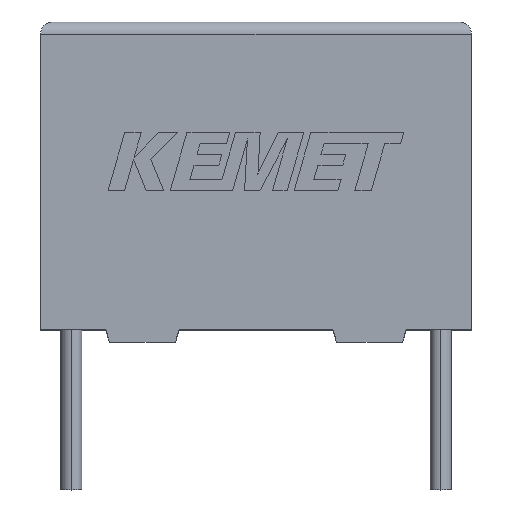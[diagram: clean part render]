
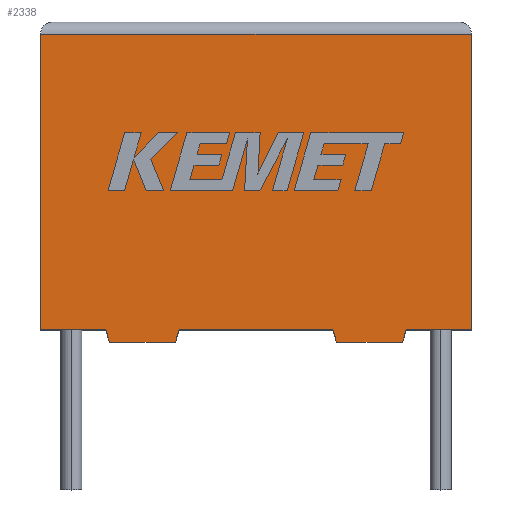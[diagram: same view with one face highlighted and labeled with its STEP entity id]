
A CAD part, top view. The second image highlights one B-rep face of the part: STEP entity #2338.
In plain terms, the highlighted planar face has unit normal (0, 0, 1).
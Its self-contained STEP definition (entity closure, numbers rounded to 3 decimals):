
#89 = LINE ( 'NONE', #3239, #1025 ) ;
#112 = VERTEX_POINT ( 'NONE', #1703 ) ;
#140 = VERTEX_POINT ( 'NONE', #1204 ) ;
#191 = DIRECTION ( 'NONE',  ( 0., -1., 0. ) ) ;
#211 = VECTOR ( 'NONE', #1580, 1000. ) ;
#228 = LINE ( 'NONE', #2310, #3200 ) ;
#258 = ORIENTED_EDGE ( 'NONE', *, *, #293, .T. ) ;
#278 = LINE ( 'NONE', #2930, #2864 ) ;
#293 = EDGE_CURVE ( 'NONE', #2263, #388, #1149, .T. ) ;
#322 = VECTOR ( 'NONE', #839, 1000. ) ;
#353 = VECTOR ( 'NONE', #191, 1000. ) ;
#376 = VERTEX_POINT ( 'NONE', #629 ) ;
#384 = VERTEX_POINT ( 'NONE', #2926 ) ;
#388 = VERTEX_POINT ( 'NONE', #1150 ) ;
#428 = ORIENTED_EDGE ( 'NONE', *, *, #1717, .T. ) ;
#459 = DIRECTION ( 'NONE',  ( -1., 0., 0. ) ) ;
#529 = ORIENTED_EDGE ( 'NONE', *, *, #2372, .T. ) ;
#549 = FACE_OUTER_BOUND ( 'NONE', #1396, .T. ) ;
#585 = EDGE_CURVE ( 'NONE', #609, #140, #3059, .T. ) ;
#609 = VERTEX_POINT ( 'NONE', #1092 ) ;
#613 = CARTESIAN_POINT ( 'NONE',  ( 5.478, -0.5, 7. ) ) ;
#629 = CARTESIAN_POINT ( 'NONE',  ( 0., 12., 7. ) ) ;
#660 = EDGE_CURVE ( 'NONE', #1468, #1446, #1182, .T. ) ;
#714 = CARTESIAN_POINT ( 'NONE',  ( 0., 0., 7. ) ) ;
#734 = VERTEX_POINT ( 'NONE', #1722 ) ;
#748 = VERTEX_POINT ( 'NONE', #750 ) ;
#750 = CARTESIAN_POINT ( 'NONE',  ( 12.023, -0.5, 7. ) ) ;
#816 = ORIENTED_EDGE ( 'NONE', *, *, #2103, .T. ) ;
#839 = DIRECTION ( 'NONE',  ( 1., 0., 0. ) ) ;
#896 = DIRECTION ( 'NONE',  ( -1., 0., 0. ) ) ;
#1025 = VECTOR ( 'NONE', #1510, 1000. ) ;
#1066 = EDGE_CURVE ( 'NONE', #1446, #384, #1614, .T. ) ;
#1092 = CARTESIAN_POINT ( 'NONE',  ( 0., 0., 7. ) ) ;
#1098 = LINE ( 'NONE', #1452, #353 ) ;
#1149 = LINE ( 'NONE', #3112, #322 ) ;
#1150 = CARTESIAN_POINT ( 'NONE',  ( 5.478, -0.5, 7. ) ) ;
#1182 = LINE ( 'NONE', #714, #1803 ) ;
#1204 = CARTESIAN_POINT ( 'NONE',  ( 2.65, 0., 7. ) ) ;
#1230 = CARTESIAN_POINT ( 'NONE',  ( 17.5, 0., 7. ) ) ;
#1244 = ORIENTED_EDGE ( 'NONE', *, *, #660, .T. ) ;
#1280 = ORIENTED_EDGE ( 'NONE', *, *, #2168, .F. ) ;
#1338 = CARTESIAN_POINT ( 'NONE',  ( 2.8, -0.5, 7. ) ) ;
#1396 = EDGE_LOOP ( 'NONE', ( #2022, #2463, #816, #3118, #428, #258, #529, #1578, #2977, #1280, #2606, #1244 ) ) ;
#1446 = VERTEX_POINT ( 'NONE', #2666 ) ;
#1452 = CARTESIAN_POINT ( 'NONE',  ( 0., 0., 7. ) ) ;
#1468 = VERTEX_POINT ( 'NONE', #3150 ) ;
#1510 = DIRECTION ( 'NONE',  ( 1., 0., 0. ) ) ;
#1534 = EDGE_CURVE ( 'NONE', #734, #2566, #89, .T. ) ;
#1555 = VECTOR ( 'NONE', #3190, 1000. ) ;
#1561 = DIRECTION ( 'NONE',  ( -0.287, 0.958, 0. ) ) ;
#1578 = ORIENTED_EDGE ( 'NONE', *, *, #1534, .T. ) ;
#1580 = DIRECTION ( 'NONE',  ( 0.287, -0.958, 0. ) ) ;
#1614 = LINE ( 'NONE', #1230, #2726 ) ;
#1703 = CARTESIAN_POINT ( 'NONE',  ( 14.7, -0.5, 7. ) ) ;
#1717 = EDGE_CURVE ( 'NONE', #140, #2263, #2319, .T. ) ;
#1720 = LINE ( 'NONE', #2686, #1555 ) ;
#1722 = CARTESIAN_POINT ( 'NONE',  ( 5.628, 0., 7. ) ) ;
#1802 = VECTOR ( 'NONE', #459, 1000. ) ;
#1803 = VECTOR ( 'NONE', #2188, 1000. ) ;
#1939 = CARTESIAN_POINT ( 'NONE',  ( 2.65, 0., 7. ) ) ;
#1957 = CARTESIAN_POINT ( 'NONE',  ( 14.7, -0.5, 7. ) ) ;
#2022 = ORIENTED_EDGE ( 'NONE', *, *, #1066, .T. ) ;
#2036 = EDGE_CURVE ( 'NONE', #1468, #112, #278, .T. ) ;
#2082 = VECTOR ( 'NONE', #3156, 1000. ) ;
#2103 = EDGE_CURVE ( 'NONE', #376, #609, #1098, .T. ) ;
#2139 = PLANE ( 'NONE',  #3008 ) ;
#2168 = EDGE_CURVE ( 'NONE', #112, #748, #2905, .T. ) ;
#2188 = DIRECTION ( 'NONE',  ( 1., 0., 0. ) ) ;
#2263 = VERTEX_POINT ( 'NONE', #1338 ) ;
#2264 = DIRECTION ( 'NONE',  ( 0., 1., 0. ) ) ;
#2310 = CARTESIAN_POINT ( 'NONE',  ( 12.023, -0.5, 7. ) ) ;
#2319 = LINE ( 'NONE', #1939, #211 ) ;
#2338 = ADVANCED_FACE ( 'NONE', ( #549 ), #2139, .F. ) ;
#2372 = EDGE_CURVE ( 'NONE', #388, #734, #2402, .T. ) ;
#2392 = CARTESIAN_POINT ( 'NONE',  ( 0., 0., 7. ) ) ;
#2401 = EDGE_CURVE ( 'NONE', #384, #376, #1720, .T. ) ;
#2402 = LINE ( 'NONE', #613, #2082 ) ;
#2463 = ORIENTED_EDGE ( 'NONE', *, *, #2401, .T. ) ;
#2548 = VECTOR ( 'NONE', #3070, 1000. ) ;
#2566 = VERTEX_POINT ( 'NONE', #2904 ) ;
#2596 = CARTESIAN_POINT ( 'NONE',  ( 0., 0., 7. ) ) ;
#2606 = ORIENTED_EDGE ( 'NONE', *, *, #2036, .F. ) ;
#2666 = CARTESIAN_POINT ( 'NONE',  ( 17.5, 0., 7. ) ) ;
#2686 = CARTESIAN_POINT ( 'NONE',  ( 0., 12., 7. ) ) ;
#2726 = VECTOR ( 'NONE', #2264, 1000. ) ;
#2853 = DIRECTION ( 'NONE',  ( 0., 0., -1. ) ) ;
#2864 = VECTOR ( 'NONE', #2950, 1000. ) ;
#2904 = CARTESIAN_POINT ( 'NONE',  ( 11.873, 0., 7. ) ) ;
#2905 = LINE ( 'NONE', #1957, #1802 ) ;
#2926 = CARTESIAN_POINT ( 'NONE',  ( 17.5, 12., 7. ) ) ;
#2930 = CARTESIAN_POINT ( 'NONE',  ( 14.85, 0., 7. ) ) ;
#2950 = DIRECTION ( 'NONE',  ( -0.287, -0.958, 0. ) ) ;
#2977 = ORIENTED_EDGE ( 'NONE', *, *, #3213, .F. ) ;
#3008 = AXIS2_PLACEMENT_3D ( 'NONE', #2392, #2853, #896 ) ;
#3059 = LINE ( 'NONE', #2596, #2548 ) ;
#3070 = DIRECTION ( 'NONE',  ( 1., 0., 0. ) ) ;
#3112 = CARTESIAN_POINT ( 'NONE',  ( 2.8, -0.5, 7. ) ) ;
#3118 = ORIENTED_EDGE ( 'NONE', *, *, #585, .T. ) ;
#3150 = CARTESIAN_POINT ( 'NONE',  ( 14.85, 0., 7. ) ) ;
#3156 = DIRECTION ( 'NONE',  ( 0.287, 0.958, 0. ) ) ;
#3190 = DIRECTION ( 'NONE',  ( -1., 0., 0. ) ) ;
#3200 = VECTOR ( 'NONE', #1561, 1000. ) ;
#3213 = EDGE_CURVE ( 'NONE', #748, #2566, #228, .T. ) ;
#3239 = CARTESIAN_POINT ( 'NONE',  ( 0., 0., 7. ) ) ;
